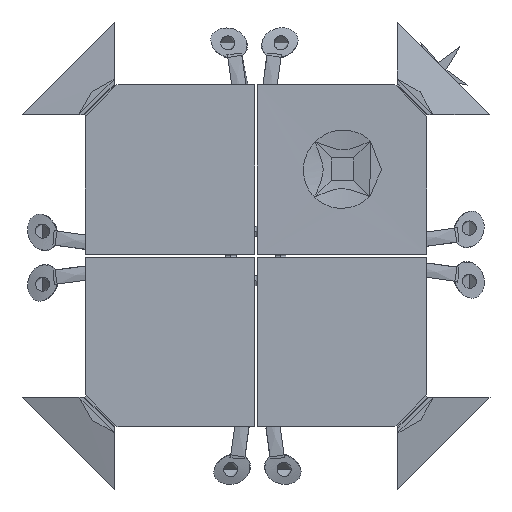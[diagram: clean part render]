
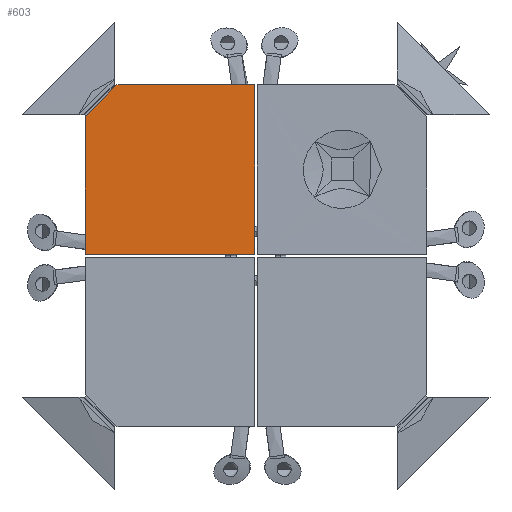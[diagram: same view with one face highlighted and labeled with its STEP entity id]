
A CAD part, top view. The second image highlights one B-rep face of the part: STEP entity #603.
In plain terms, the highlighted planar face has unit normal (0, 0, 1).
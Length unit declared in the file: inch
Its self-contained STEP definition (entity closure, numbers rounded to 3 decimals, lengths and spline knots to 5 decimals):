
#48=(
BOUNDED_CURVE()
B_SPLINE_CURVE(2,(#4502,#4503,#4504),.UNSPECIFIED.,.F.,.F.)
B_SPLINE_CURVE_WITH_KNOTS((3,3),(-3.32381,-2.83668),
 .UNSPECIFIED.)
CURVE()
GEOMETRIC_REPRESENTATION_ITEM()
RATIONAL_B_SPLINE_CURVE((1.,1.,1.))
REPRESENTATION_ITEM('')
);
#49=(
BOUNDED_CURVE()
B_SPLINE_CURVE(2,(#4505,#4506,#4507),.UNSPECIFIED.,.F.,.F.)
B_SPLINE_CURVE_WITH_KNOTS((3,3),(-3.99646,-3.50934),
 .UNSPECIFIED.)
CURVE()
GEOMETRIC_REPRESENTATION_ITEM()
RATIONAL_B_SPLINE_CURVE((1.,1.,1.))
REPRESENTATION_ITEM('')
);
#52=(
BOUNDED_CURVE()
B_SPLINE_CURVE(2,(#4512,#4513,#4514),.UNSPECIFIED.,.F.,.F.)
B_SPLINE_CURVE_WITH_KNOTS((3,3),(-3.50934,-3.32381),
 .UNSPECIFIED.)
CURVE()
GEOMETRIC_REPRESENTATION_ITEM()
RATIONAL_B_SPLINE_CURVE((1.,0.707,1.))
REPRESENTATION_ITEM('')
);
#234=PLANE('',#3959);
#603=ADVANCED_FACE('',(#856),#234,.T.);
#856=FACE_OUTER_BOUND('',#1109,.T.);
#1109=EDGE_LOOP('',(#1412,#1413,#1414,#1415,#1416));
#1412=ORIENTED_EDGE('',*,*,#2443,.F.);
#1413=ORIENTED_EDGE('',*,*,#2447,.F.);
#1414=ORIENTED_EDGE('',*,*,#2451,.F.);
#1415=ORIENTED_EDGE('',*,*,#2448,.F.);
#1416=ORIENTED_EDGE('',*,*,#2439,.F.);
#2439=EDGE_CURVE('',#3477,#3475,#3014,.T.);
#2443=EDGE_CURVE('',#3480,#3477,#3018,.T.);
#2447=EDGE_CURVE('',#3484,#3480,#48,.T.);
#2448=EDGE_CURVE('',#3475,#3483,#49,.T.);
#2451=EDGE_CURVE('',#3483,#3484,#52,.T.);
#3014=B_SPLINE_CURVE_WITH_KNOTS('',1,(#4484,#4485),.UNSPECIFIED.,.F.,.F.,
(2,2),(0.60423,1.21047),.UNSPECIFIED.);
#3018=B_SPLINE_CURVE_WITH_KNOTS('',1,(#4492,#4493),.UNSPECIFIED.,.F.,.F.,
(2,2),(0.,0.60324),.UNSPECIFIED.);
#3475=VERTEX_POINT('',#4472);
#3477=VERTEX_POINT('',#4474);
#3480=VERTEX_POINT('',#4477);
#3483=VERTEX_POINT('',#4480);
#3484=VERTEX_POINT('',#4481);
#3959=AXIS2_PLACEMENT_3D('',#4453,#4020,$);
#4020=DIRECTION('',(0.,0.,1.));
#4453=CARTESIAN_POINT('',(3.16654,1.63444,0.433));
#4472=CARTESIAN_POINT('',(1.80476,2.39599,0.433));
#4474=CARTESIAN_POINT('',(2.40499,2.39599,0.433));
#4477=CARTESIAN_POINT('',(2.40499,2.99623,0.433));
#4480=CARTESIAN_POINT('',(1.80476,2.88312,0.433));
#4481=CARTESIAN_POINT('',(1.91787,2.99623,0.433));
#4484=CARTESIAN_POINT('',(2.40499,2.39599,0.433));
#4485=CARTESIAN_POINT('',(1.80476,2.39599,0.433));
#4492=CARTESIAN_POINT('',(2.40499,2.99623,0.433));
#4493=CARTESIAN_POINT('',(2.40499,2.39599,0.433));
#4502=CARTESIAN_POINT('',(1.91787,2.99623,0.433));
#4503=CARTESIAN_POINT('',(2.16143,2.99623,0.433));
#4504=CARTESIAN_POINT('',(2.40499,2.99623,0.433));
#4505=CARTESIAN_POINT('',(1.80476,2.39599,0.433));
#4506=CARTESIAN_POINT('',(1.80476,2.63955,0.433));
#4507=CARTESIAN_POINT('',(1.80476,2.88312,0.433));
#4512=CARTESIAN_POINT('',(1.80476,2.88312,0.433));
#4513=CARTESIAN_POINT('',(1.80476,2.99623,0.433));
#4514=CARTESIAN_POINT('',(1.91787,2.99623,0.433));
